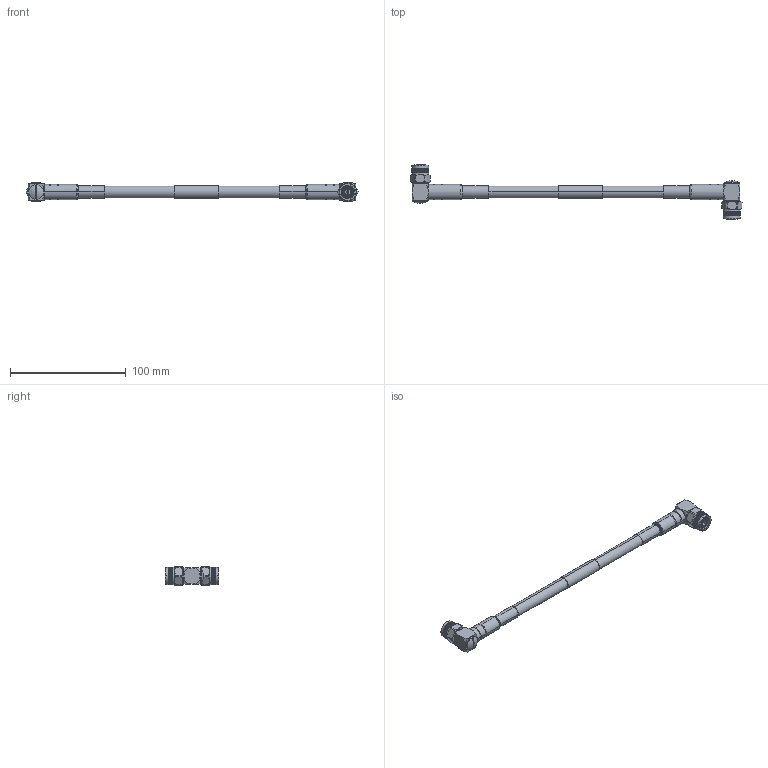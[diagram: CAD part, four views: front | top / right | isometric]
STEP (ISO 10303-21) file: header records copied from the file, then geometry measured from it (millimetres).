
FILE_DESCRIPTION (( 'STEP AP214' ), '1' );
FILE_NAME ('FMCA100235_3D.step', '2025-02-11T17:15:13', ( '' ), ( '' ), 'SwSTEP 2.0', 'SolidWorks 2022', '' );
FILE_SCHEMA (( 'AUTOMOTIVE_DESIGN' ));
Length unit declared in the file: inch
Products named in the file (3): FMCA100235_3D; TC-400-TM-RA-D^FMCA100235; LMR-400-UF^FMCA100235_WITH LABEL
Assembly tree (3 placements, depth 2):
  FMCA100235_3D
    LMR-400-UF^FMCA100235_WITH LABEL
    TC-400-TM-RA-D^FMCA100235  x2
Bounding box: 286.61 x 46.6 x 15.8 mm (x, y, z)
Volume: 33342.8 mm3; surface area: 25703 mm2
Topology: 7 solids, 11 shells, 5106 faces, 12202 edges, 8086 vertices
Faces by surface type: bspline 3366, cylinder 1018, cone 574, plane 120, torus 28
Entity records: 93995 total; most frequent: CARTESIAN_POINT 53347, ORIENTED_EDGE 12220, EDGE_CURVE 6110, VERTEX_POINT 4049, DIRECTION 3298, EDGE_LOOP 3049, ADVANCED_FACE 2558, FACE_OUTER_BOUND 2558
